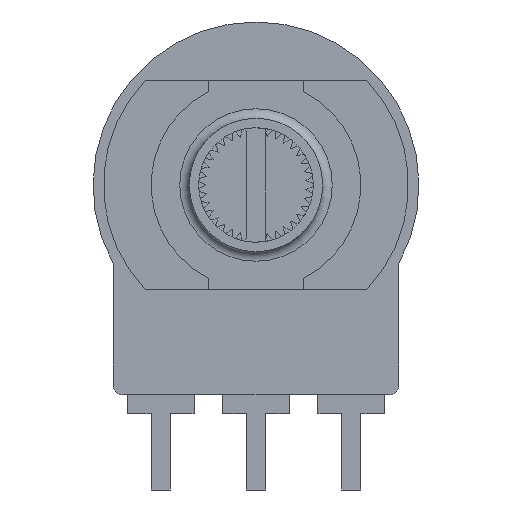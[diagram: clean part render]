
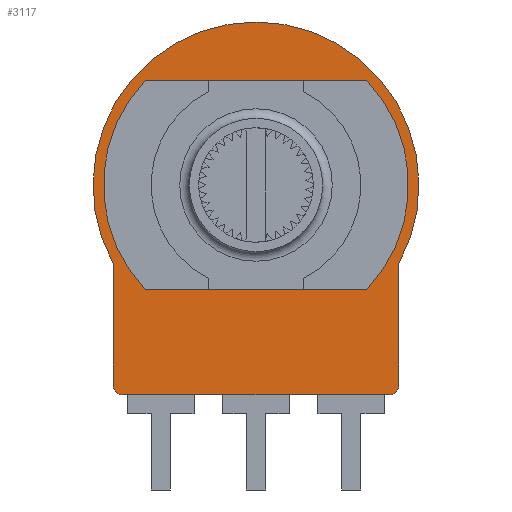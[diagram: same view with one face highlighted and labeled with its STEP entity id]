
A CAD part, front view. The second image highlights one B-rep face of the part: STEP entity #3117.
In plain terms, the highlighted planar face has unit normal (0, -1, 0).
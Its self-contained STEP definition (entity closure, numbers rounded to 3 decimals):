
#17=FACE_BOUND('',#366,.T.);
#58=PLANE('',#3303);
#208=FACE_OUTER_BOUND('',#365,.T.);
#365=EDGE_LOOP('',(#2256,#2257,#2258,#2259,#2260,#2261));
#366=EDGE_LOOP('',(#2262,#2263,#2264,#2265));
#492=LINE('',#4377,#848);
#551=LINE('',#4498,#907);
#556=LINE('',#4507,#912);
#592=LINE('',#4584,#948);
#596=LINE('',#4600,#952);
#848=VECTOR('',#3527,1000.);
#907=VECTOR('',#3624,1000.);
#912=VECTOR('',#3631,1000.);
#948=VECTOR('',#3705,1000.);
#952=VECTOR('',#3725,1000.);
#1193=CIRCLE('',#3245,8.);
#1194=CIRCLE('',#3247,0.5);
#1202=CIRCLE('',#3278,8.);
#1203=CIRCLE('',#3296,8.55);
#1208=CIRCLE('',#3304,0.5);
#1282=VERTEX_POINT('',#4338);
#1283=VERTEX_POINT('',#4340);
#1284=VERTEX_POINT('',#4344);
#1285=VERTEX_POINT('',#4345);
#1297=VERTEX_POINT('',#4376);
#1340=VERTEX_POINT('',#4497);
#1343=VERTEX_POINT('',#4505);
#1364=VERTEX_POINT('',#4582);
#1365=VERTEX_POINT('',#4583);
#1366=VERTEX_POINT('',#4588);
#1576=EDGE_CURVE('',#1282,#1283,#1193,.T.);
#1578=EDGE_CURVE('',#1284,#1285,#1194,.T.);
#1593=EDGE_CURVE('',#1285,#1297,#492,.T.);
#1655=EDGE_CURVE('',#1283,#1340,#551,.T.);
#1660=EDGE_CURVE('',#1343,#1282,#556,.T.);
#1668=EDGE_CURVE('',#1340,#1343,#1202,.T.);
#1697=EDGE_CURVE('',#1364,#1365,#592,.T.);
#1701=EDGE_CURVE('',#1365,#1366,#1203,.T.);
#1706=EDGE_CURVE('',#1366,#1284,#596,.T.);
#1707=EDGE_CURVE('',#1297,#1364,#1208,.T.);
#2256=ORIENTED_EDGE('',*,*,#1706,.T.);
#2257=ORIENTED_EDGE('',*,*,#1578,.T.);
#2258=ORIENTED_EDGE('',*,*,#1593,.T.);
#2259=ORIENTED_EDGE('',*,*,#1707,.T.);
#2260=ORIENTED_EDGE('',*,*,#1697,.T.);
#2261=ORIENTED_EDGE('',*,*,#1701,.T.);
#2262=ORIENTED_EDGE('',*,*,#1655,.F.);
#2263=ORIENTED_EDGE('',*,*,#1576,.F.);
#2264=ORIENTED_EDGE('',*,*,#1660,.F.);
#2265=ORIENTED_EDGE('',*,*,#1668,.F.);
#3117=ADVANCED_FACE('',(#208,#17),#58,.T.);
#3245=AXIS2_PLACEMENT_3D('',#4341,#3494,#3495);
#3247=AXIS2_PLACEMENT_3D('',#4346,#3499,#3500);
#3278=AXIS2_PLACEMENT_3D('',#4522,#3643,#3644);
#3296=AXIS2_PLACEMENT_3D('',#4590,#3711,#3712);
#3303=AXIS2_PLACEMENT_3D('',#4601,#3726,#3727);
#3304=AXIS2_PLACEMENT_3D('',#4602,#3728,#3729);
#3494=DIRECTION('center_axis',(0.,-1.,0.));
#3495=DIRECTION('ref_axis',(0.,0.,1.));
#3499=DIRECTION('center_axis',(0.,-1.,0.));
#3500=DIRECTION('ref_axis',(1.,0.,0.));
#3527=DIRECTION('',(1.,0.,0.));
#3624=DIRECTION('',(1.,0.,0.));
#3631=DIRECTION('',(-1.,0.,0.));
#3643=DIRECTION('center_axis',(0.,-1.,0.));
#3644=DIRECTION('ref_axis',(0.,0.,1.));
#3705=DIRECTION('',(0.,0.,1.));
#3711=DIRECTION('center_axis',(0.,-1.,0.));
#3712=DIRECTION('ref_axis',(0.,0.,-1.));
#3725=DIRECTION('',(0.,0.,-1.));
#3726=DIRECTION('center_axis',(0.,-1.,0.));
#3727=DIRECTION('ref_axis',(1.,0.,0.));
#3728=DIRECTION('center_axis',(0.,-1.,0.));
#3729=DIRECTION('ref_axis',(1.,0.,0.));
#4338=CARTESIAN_POINT('',(-5.809,18.,19.263));
#4340=CARTESIAN_POINT('',(-5.809,18.,8.263));
#4341=CARTESIAN_POINT('Origin',(0.,18.,13.763));
#4344=CARTESIAN_POINT('',(-7.5,18.,3.263));
#4345=CARTESIAN_POINT('',(-7.,18.,2.763));
#4346=CARTESIAN_POINT('Origin',(-7.,18.,3.263));
#4376=CARTESIAN_POINT('',(7.,18.,2.763));
#4377=CARTESIAN_POINT('',(-7.5,18.,2.763));
#4497=CARTESIAN_POINT('',(5.809,18.,8.263));
#4498=CARTESIAN_POINT('',(-5.809,18.,8.263));
#4505=CARTESIAN_POINT('',(5.809,18.,19.263));
#4507=CARTESIAN_POINT('',(-5.809,18.,19.263));
#4522=CARTESIAN_POINT('Origin',(0.,18.,13.763));
#4582=CARTESIAN_POINT('',(7.5,18.,3.263));
#4583=CARTESIAN_POINT('',(7.5,18.,9.657));
#4584=CARTESIAN_POINT('',(7.5,18.,2.763));
#4588=CARTESIAN_POINT('',(-7.5,18.,9.657));
#4590=CARTESIAN_POINT('Origin',(0.,18.,13.763));
#4600=CARTESIAN_POINT('',(-7.5,18.,9.657));
#4601=CARTESIAN_POINT('Origin',(0.,18.,13.763));
#4602=CARTESIAN_POINT('Origin',(7.,18.,3.263));
